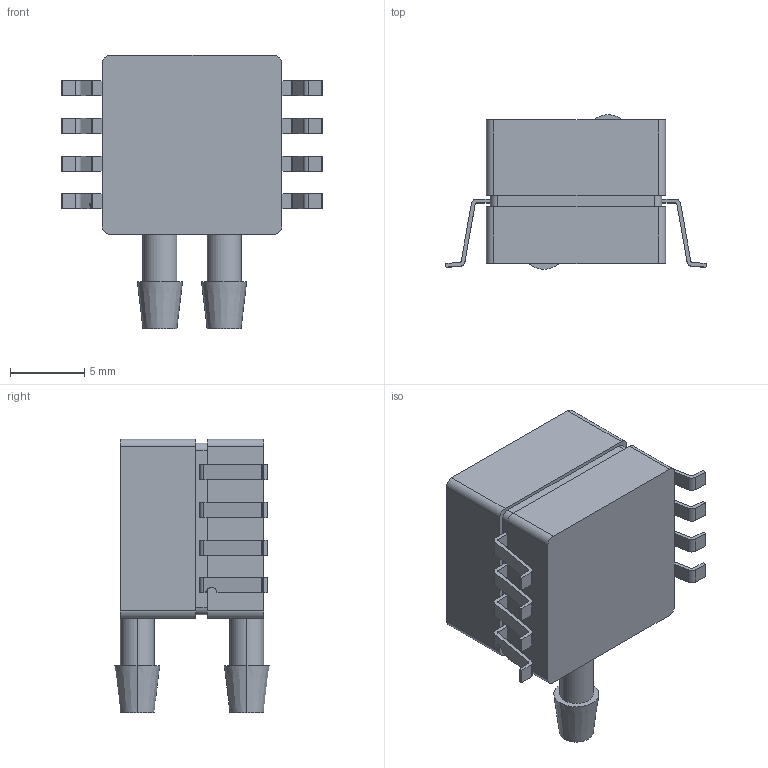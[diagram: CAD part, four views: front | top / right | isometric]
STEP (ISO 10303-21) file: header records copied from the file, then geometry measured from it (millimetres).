
FILE_DESCRIPTION (( 'STEP AP214' ), '1' );
FILE_NAME ('MP3V5010DP.STEP', '2021-05-21T03:28:49', ( '' ), ( '' ), 'SwSTEP 2.0', 'SolidWorks 2017', '' );
FILE_SCHEMA (( 'AUTOMOTIVE_DESIGN' ));
Length unit declared in the file: inch
Products named in the file (1): MP3V5010DP
Bounding box: 17.53 x 10.41 x 18.41 mm (x, y, z)
Volume: 1467.3 mm3; surface area: 1012.1 mm2
Topology: 9 solids, 9 shells, 160 faces, 406 edges, 270 vertices
Faces by surface type: plane 103, cylinder 49, cone 8
Entity records: 4958 total; most frequent: DIRECTION 844, CARTESIAN_POINT 837, ORIENTED_EDGE 812, EDGE_CURVE 406, LINE 290, VECTOR 290, AXIS2_PLACEMENT_3D 277, VERTEX_POINT 270
